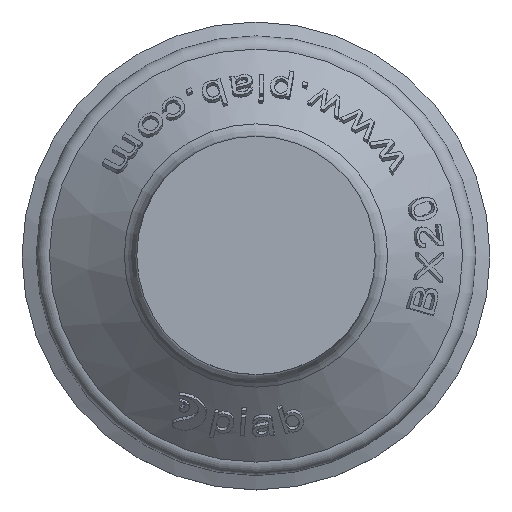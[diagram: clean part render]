
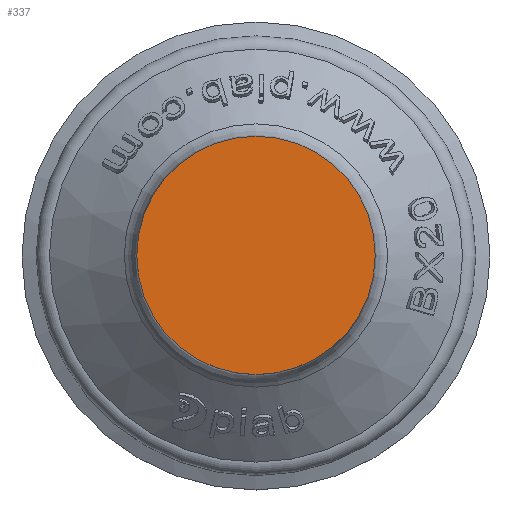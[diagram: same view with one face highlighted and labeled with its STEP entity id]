
A CAD part, top view. The second image highlights one B-rep face of the part: STEP entity #337.
In plain terms, the highlighted planar face has unit normal (0, 0, 1).
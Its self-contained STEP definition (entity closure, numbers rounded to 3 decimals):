
#337 = ADVANCED_FACE( '', ( #1121 ), #1122, .T. );
#1121 = FACE_OUTER_BOUND( '', #2259, .T. );
#1122 = PLANE( '', #2260 );
#2259 = EDGE_LOOP( '', ( #3928 ) );
#2260 = AXIS2_PLACEMENT_3D( '', #3929, #3930, #3931 );
#3928 = ORIENTED_EDGE( '', *, *, #7065, .F. );
#3929 = CARTESIAN_POINT( '', ( -5.413, -5.413, 0. ) );
#3930 = DIRECTION( '', ( 0., 0., 1. ) );
#3931 = DIRECTION( '', ( 1., 0., 0. ) );
#7065 = EDGE_CURVE( '', #8193, #8193, #8194, .F. );
#8193 = VERTEX_POINT( '', #10057 );
#8194 = CIRCLE( '', #10058, 5.349 );
#10057 = CARTESIAN_POINT( '', ( -5.349, 0., 0. ) );
#10058 = AXIS2_PLACEMENT_3D( '', #15467, #15468, #15469 );
#15467 = CARTESIAN_POINT( '', ( 0., 0., 0. ) );
#15468 = DIRECTION( '', ( 0., 0., 1. ) );
#15469 = DIRECTION( '', ( 0., -1., 0. ) );
